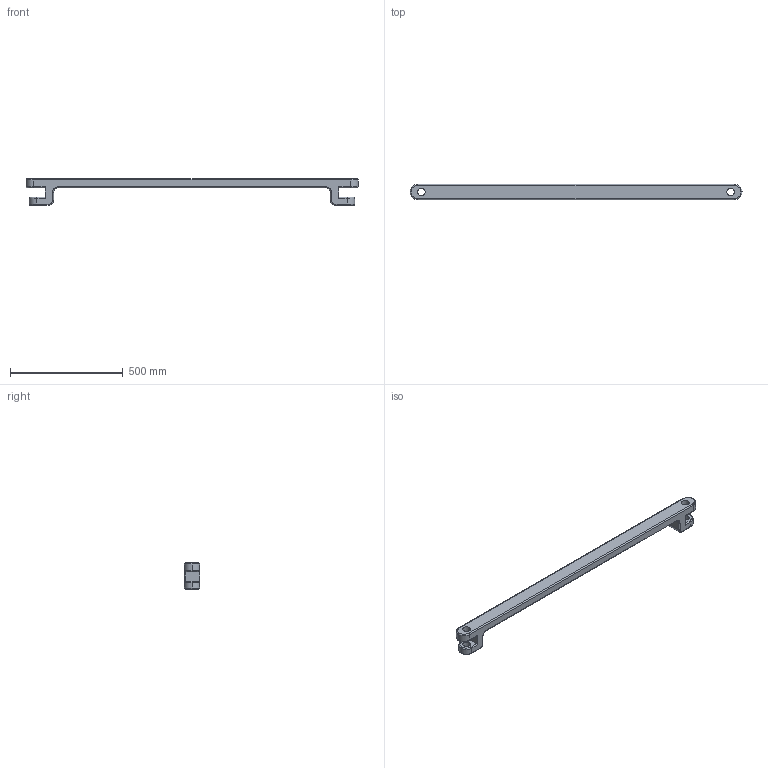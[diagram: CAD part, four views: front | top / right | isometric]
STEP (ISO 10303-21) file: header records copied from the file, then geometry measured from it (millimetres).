
FILE_DESCRIPTION (( 'STEP AP203' ), '1' );
FILE_NAME ('KHUNG G?M.STEP', '2022-11-10T16:58:45', ( 'Lenovo' ), ( '' ), 'SwSTEP 2.0', 'SolidWorks 2021', '' );
FILE_SCHEMA (( 'CONFIG_CONTROL_DESIGN' ));
Length unit declared in the file: millimetre
Products named in the file (1): KHUNG G?M
Bounding box: 1471.64 x 67 x 117 mm (x, y, z)
Volume: 4411738.6 mm3; surface area: 363957 mm2
Topology: 1 solids, 1 shells, 80 faces, 190 edges, 112 vertices
Faces by surface type: cylinder 42, torus 24, plane 14
Entity records: 2403 total; most frequent: DIRECTION 456, CARTESIAN_POINT 395, ORIENTED_EDGE 380, EDGE_CURVE 190, AXIS2_PLACEMENT_3D 189, VERTEX_POINT 112, CIRCLE 108, EDGE_LOOP 88
